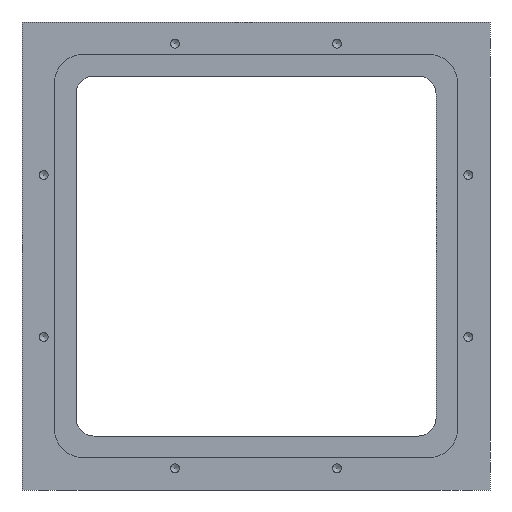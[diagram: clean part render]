
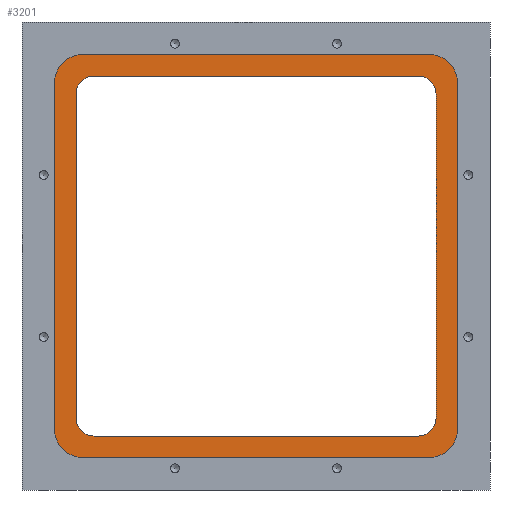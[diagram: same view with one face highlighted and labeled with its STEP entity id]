
A CAD part, front view. The second image highlights one B-rep face of the part: STEP entity #3201.
In plain terms, the highlighted planar face has unit normal (0, -1, 0).
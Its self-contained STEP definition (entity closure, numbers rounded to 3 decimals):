
#79 = CIRCLE ( 'NONE', #4517, 5. ) ;
#87 = VECTOR ( 'NONE', #4241, 1000. ) ;
#184 = CARTESIAN_POINT ( 'NONE',  ( -48., -62., -121. ) ) ;
#220 = CARTESIAN_POINT ( 'NONE',  ( -45., -62., -15. ) ) ;
#225 = EDGE_CURVE ( 'NONE', #1867, #3461, #79, .T. ) ;
#230 = DIRECTION ( 'NONE',  ( 0., 1., 0. ) ) ;
#233 = VECTOR ( 'NONE', #2542, 1000. ) ;
#234 = ORIENTED_EDGE ( 'NONE', *, *, #5556, .F. ) ;
#371 = CARTESIAN_POINT ( 'NONE',  ( -48., -62., -17. ) ) ;
#394 = EDGE_CURVE ( 'NONE', #4568, #1015, #5272, .T. ) ;
#397 = ORIENTED_EDGE ( 'NONE', *, *, #4350, .T. ) ;
#399 = EDGE_LOOP ( 'NONE', ( #874, #3671, #3861, #5701, #2293, #2436, #234, #5217 ) ) ;
#426 = LINE ( 'NONE', #3872, #3319 ) ;
#483 = DIRECTION ( 'NONE',  ( 0., -1., 0. ) ) ;
#497 = EDGE_CURVE ( 'NONE', #1015, #1867, #5145, .T. ) ;
#517 = ORIENTED_EDGE ( 'NONE', *, *, #3576, .T. ) ;
#520 = EDGE_CURVE ( 'NONE', #4610, #1042, #426, .T. ) ;
#523 = CIRCLE ( 'NONE', #2566, 8. ) ;
#585 = DIRECTION ( 'NONE',  ( 0., -1., 0. ) ) ;
#630 = VERTEX_POINT ( 'NONE', #2966 ) ;
#746 = CARTESIAN_POINT ( 'NONE',  ( 50., -62., -110. ) ) ;
#760 = CARTESIAN_POINT ( 'NONE',  ( 48., -62., -121. ) ) ;
#764 = CARTESIAN_POINT ( 'NONE',  ( -45., -62., -15. ) ) ;
#833 = CARTESIAN_POINT ( 'NONE',  ( -45., -62., -110. ) ) ;
#847 = EDGE_CURVE ( 'NONE', #2714, #4568, #4551, .T. ) ;
#849 = VERTEX_POINT ( 'NONE', #184 ) ;
#874 = ORIENTED_EDGE ( 'NONE', *, *, #5393, .F. ) ;
#878 = VECTOR ( 'NONE', #2880, 1000. ) ;
#946 = EDGE_CURVE ( 'NONE', #3461, #4775, #3918, .T. ) ;
#1001 = CARTESIAN_POINT ( 'NONE',  ( 45., -62., -15. ) ) ;
#1006 = EDGE_CURVE ( 'NONE', #2842, #3219, #2130, .T. ) ;
#1015 = VERTEX_POINT ( 'NONE', #1779 ) ;
#1042 = VERTEX_POINT ( 'NONE', #5222 ) ;
#1112 = VECTOR ( 'NONE', #4888, 1000. ) ;
#1116 = DIRECTION ( 'NONE',  ( 0., -1., 0. ) ) ;
#1168 = DIRECTION ( 'NONE',  ( 0., 0., 1. ) ) ;
#1188 = EDGE_CURVE ( 'NONE', #849, #2455, #1653, .T. ) ;
#1201 = AXIS2_PLACEMENT_3D ( 'NONE', #3691, #585, #4674 ) ;
#1202 = DIRECTION ( 'NONE',  ( 0., -1., 0. ) ) ;
#1279 = VERTEX_POINT ( 'NONE', #2522 ) ;
#1333 = LINE ( 'NONE', #3520, #3107 ) ;
#1358 = CIRCLE ( 'NONE', #4967, 5. ) ;
#1362 = DIRECTION ( 'NONE',  ( 0., -1., 0. ) ) ;
#1379 = AXIS2_PLACEMENT_3D ( 'NONE', #371, #2555, #1168 ) ;
#1442 = ORIENTED_EDGE ( 'NONE', *, *, #1006, .T. ) ;
#1557 = CARTESIAN_POINT ( 'NONE',  ( -56., -62., -113. ) ) ;
#1561 = CARTESIAN_POINT ( 'NONE',  ( -48., -62., -121. ) ) ;
#1601 = DIRECTION ( 'NONE',  ( 0., 0., 1. ) ) ;
#1630 = AXIS2_PLACEMENT_3D ( 'NONE', #4631, #230, #4229 ) ;
#1645 = AXIS2_PLACEMENT_3D ( 'NONE', #2958, #1202, #5106 ) ;
#1653 = LINE ( 'NONE', #1561, #3796 ) ;
#1655 = CARTESIAN_POINT ( 'NONE',  ( -45., -62., -115. ) ) ;
#1779 = CARTESIAN_POINT ( 'NONE',  ( 50., -62., -110. ) ) ;
#1867 = VERTEX_POINT ( 'NONE', #1968 ) ;
#1894 = FACE_BOUND ( 'NONE', #399, .T. ) ;
#1968 = CARTESIAN_POINT ( 'NONE',  ( 50., -62., -20. ) ) ;
#2130 = CIRCLE ( 'NONE', #1379, 8. ) ;
#2139 = EDGE_CURVE ( 'NONE', #630, #3068, #4258, .T. ) ;
#2212 = CARTESIAN_POINT ( 'NONE',  ( -45., -62., -20. ) ) ;
#2234 = EDGE_CURVE ( 'NONE', #3219, #4058, #5521, .T. ) ;
#2245 = CARTESIAN_POINT ( 'NONE',  ( -50., -62., -20. ) ) ;
#2293 = ORIENTED_EDGE ( 'NONE', *, *, #394, .F. ) ;
#2436 = ORIENTED_EDGE ( 'NONE', *, *, #847, .F. ) ;
#2455 = VERTEX_POINT ( 'NONE', #760 ) ;
#2522 = CARTESIAN_POINT ( 'NONE',  ( 48., -62., -9. ) ) ;
#2542 = DIRECTION ( 'NONE',  ( 0., 0., 1. ) ) ;
#2555 = DIRECTION ( 'NONE',  ( 0., -1., 0. ) ) ;
#2566 = AXIS2_PLACEMENT_3D ( 'NONE', #4211, #1116, #1601 ) ;
#2682 = CARTESIAN_POINT ( 'NONE',  ( -48., -62., -9. ) ) ;
#2684 = ORIENTED_EDGE ( 'NONE', *, *, #4399, .T. ) ;
#2714 = VERTEX_POINT ( 'NONE', #1655 ) ;
#2837 = DIRECTION ( 'NONE',  ( 0., 0., 1. ) ) ;
#2842 = VERTEX_POINT ( 'NONE', #2682 ) ;
#2880 = DIRECTION ( 'NONE',  ( 0., 0., -1. ) ) ;
#2881 = ORIENTED_EDGE ( 'NONE', *, *, #4089, .T. ) ;
#2958 = CARTESIAN_POINT ( 'NONE',  ( -48., -62., -113. ) ) ;
#2966 = CARTESIAN_POINT ( 'NONE',  ( 56., -62., -113. ) ) ;
#3030 = CIRCLE ( 'NONE', #1645, 8. ) ;
#3068 = VERTEX_POINT ( 'NONE', #4193 ) ;
#3087 = CARTESIAN_POINT ( 'NONE',  ( 45., -62., -115. ) ) ;
#3107 = VECTOR ( 'NONE', #3491, 1000. ) ;
#3201 = ADVANCED_FACE ( 'NONE', ( #5100, #1894 ), #3795, .F. ) ;
#3219 = VERTEX_POINT ( 'NONE', #4603 ) ;
#3269 = CARTESIAN_POINT ( 'NONE',  ( 48., -62., -17. ) ) ;
#3307 = AXIS2_PLACEMENT_3D ( 'NONE', #2212, #1362, #3518 ) ;
#3319 = VECTOR ( 'NONE', #4736, 1000. ) ;
#3461 = VERTEX_POINT ( 'NONE', #1001 ) ;
#3491 = DIRECTION ( 'NONE',  ( -1., 0., 0. ) ) ;
#3499 = DIRECTION ( 'NONE',  ( 0., -1., 0. ) ) ;
#3518 = DIRECTION ( 'NONE',  ( 0., 0., 1. ) ) ;
#3520 = CARTESIAN_POINT ( 'NONE',  ( -48., -62., -9. ) ) ;
#3576 = EDGE_CURVE ( 'NONE', #2455, #630, #523, .T. ) ;
#3671 = ORIENTED_EDGE ( 'NONE', *, *, #946, .F. ) ;
#3691 = CARTESIAN_POINT ( 'NONE',  ( 45., -62., -110. ) ) ;
#3795 = PLANE ( 'NONE',  #1630 ) ;
#3796 = VECTOR ( 'NONE', #5072, 1000. ) ;
#3820 = CARTESIAN_POINT ( 'NONE',  ( 56., -62., -113. ) ) ;
#3861 = ORIENTED_EDGE ( 'NONE', *, *, #225, .F. ) ;
#3872 = CARTESIAN_POINT ( 'NONE',  ( -50., -62., -110. ) ) ;
#3918 = LINE ( 'NONE', #764, #1112 ) ;
#3919 = EDGE_LOOP ( 'NONE', ( #397, #2881, #1442, #4770, #2684, #4309, #517, #4484 ) ) ;
#3986 = CARTESIAN_POINT ( 'NONE',  ( 45., -62., -20. ) ) ;
#4046 = CIRCLE ( 'NONE', #4773, 8. ) ;
#4058 = VERTEX_POINT ( 'NONE', #4386 ) ;
#4089 = EDGE_CURVE ( 'NONE', #1279, #2842, #1333, .T. ) ;
#4193 = CARTESIAN_POINT ( 'NONE',  ( 56., -62., -17. ) ) ;
#4211 = CARTESIAN_POINT ( 'NONE',  ( 48., -62., -113. ) ) ;
#4229 = DIRECTION ( 'NONE',  ( 0., 0., 1. ) ) ;
#4241 = DIRECTION ( 'NONE',  ( 1., 0., 0. ) ) ;
#4258 = LINE ( 'NONE', #3820, #233 ) ;
#4309 = ORIENTED_EDGE ( 'NONE', *, *, #1188, .T. ) ;
#4350 = EDGE_CURVE ( 'NONE', #3068, #1279, #4046, .T. ) ;
#4386 = CARTESIAN_POINT ( 'NONE',  ( -56., -62., -113. ) ) ;
#4399 = EDGE_CURVE ( 'NONE', #4058, #849, #3030, .T. ) ;
#4484 = ORIENTED_EDGE ( 'NONE', *, *, #2139, .T. ) ;
#4517 = AXIS2_PLACEMENT_3D ( 'NONE', #3986, #483, #4533 ) ;
#4533 = DIRECTION ( 'NONE',  ( 0., 0., 1. ) ) ;
#4551 = LINE ( 'NONE', #5505, #87 ) ;
#4568 = VERTEX_POINT ( 'NONE', #3087 ) ;
#4603 = CARTESIAN_POINT ( 'NONE',  ( -56., -62., -17. ) ) ;
#4610 = VERTEX_POINT ( 'NONE', #2245 ) ;
#4631 = CARTESIAN_POINT ( 'NONE',  ( 48., -62., -17. ) ) ;
#4674 = DIRECTION ( 'NONE',  ( 0., 0., 1. ) ) ;
#4736 = DIRECTION ( 'NONE',  ( 0., 0., -1. ) ) ;
#4770 = ORIENTED_EDGE ( 'NONE', *, *, #2234, .T. ) ;
#4773 = AXIS2_PLACEMENT_3D ( 'NONE', #3269, #5474, #2837 ) ;
#4775 = VERTEX_POINT ( 'NONE', #220 ) ;
#4888 = DIRECTION ( 'NONE',  ( -1., 0., 0. ) ) ;
#4967 = AXIS2_PLACEMENT_3D ( 'NONE', #833, #3499, #5267 ) ;
#5072 = DIRECTION ( 'NONE',  ( 1., 0., 0. ) ) ;
#5100 = FACE_OUTER_BOUND ( 'NONE', #3919, .T. ) ;
#5106 = DIRECTION ( 'NONE',  ( 0., 0., 1. ) ) ;
#5145 = LINE ( 'NONE', #746, #5179 ) ;
#5179 = VECTOR ( 'NONE', #5691, 1000. ) ;
#5217 = ORIENTED_EDGE ( 'NONE', *, *, #520, .F. ) ;
#5222 = CARTESIAN_POINT ( 'NONE',  ( -50., -62., -110. ) ) ;
#5267 = DIRECTION ( 'NONE',  ( 0., 0., 1. ) ) ;
#5272 = CIRCLE ( 'NONE', #1201, 5. ) ;
#5393 = EDGE_CURVE ( 'NONE', #4775, #4610, #5714, .T. ) ;
#5474 = DIRECTION ( 'NONE',  ( 0., -1., 0. ) ) ;
#5505 = CARTESIAN_POINT ( 'NONE',  ( -45., -62., -115. ) ) ;
#5521 = LINE ( 'NONE', #1557, #878 ) ;
#5556 = EDGE_CURVE ( 'NONE', #1042, #2714, #1358, .T. ) ;
#5691 = DIRECTION ( 'NONE',  ( 0., 0., 1. ) ) ;
#5701 = ORIENTED_EDGE ( 'NONE', *, *, #497, .F. ) ;
#5714 = CIRCLE ( 'NONE', #3307, 5. ) ;
